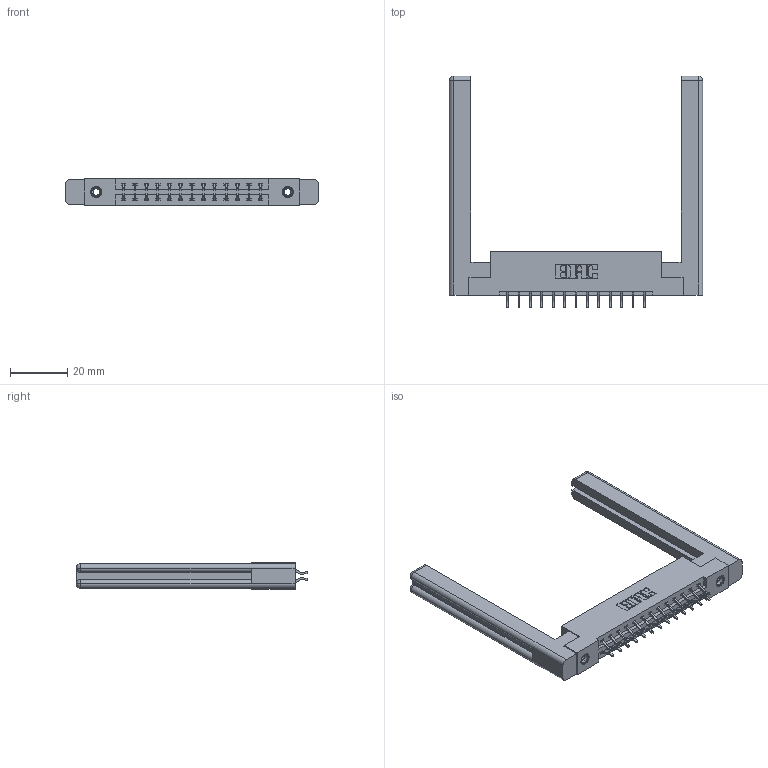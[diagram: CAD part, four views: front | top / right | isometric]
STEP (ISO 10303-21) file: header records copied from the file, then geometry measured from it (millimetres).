
FILE_DESCRIPTION (( 'STEP AP203' ), '1' );
FILE_NAME ('387-026-556-258.STEP', '2019-10-16T20:43:22', ( '' ), ( '' ), 'SwSTEP 2.0', 'SolidWorks 2016', '' );
FILE_SCHEMA (( 'CONFIG_CONTROL_DESIGN' ));
Length unit declared in the file: inch
Products named in the file (5): 345-250-001_345-250-001-102; 387-026-556-258; 345-292-001_556 Tail; 307-220-058; 337 Part_Flush Mounting Lugs - 0.156 Dia-TI
Assembly tree (31 placements, depth 2):
  387-026-556-258
    337 Part_Flush Mounting Lugs - 0.156 Dia-TI
    345-292-001_556 Tail  x26
    345-250-001_345-250-001-102  x2
    307-220-058  x2
Bounding box: 88.14 x 80.66 x 9.4 mm (x, y, z)
Volume: 16044 mm3; surface area: 14800.9 mm2
Topology: 31 solids, 31 shells, 1816 faces, 5319 edges, 3498 vertices
Faces by surface type: plane 1246, cylinder 546, cone 12, torus 12
Entity records: 16684 total; most frequent: CARTESIAN_POINT 2857, ORIENTED_EDGE 2720, DIRECTION 2488, EDGE_CURVE 1360, VECTOR 1176, LINE 1176, VERTEX_POINT 898, AXIS2_PLACEMENT_3D 656
